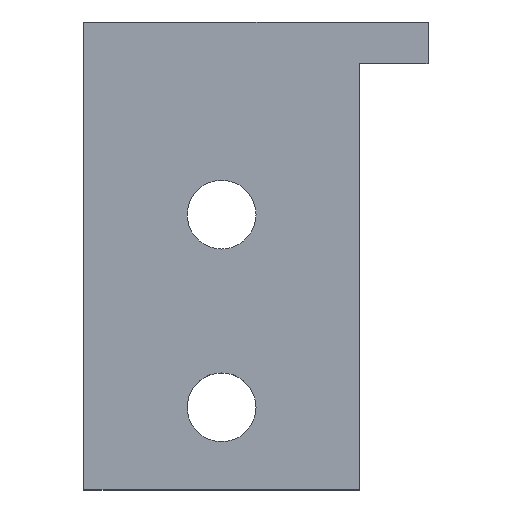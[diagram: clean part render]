
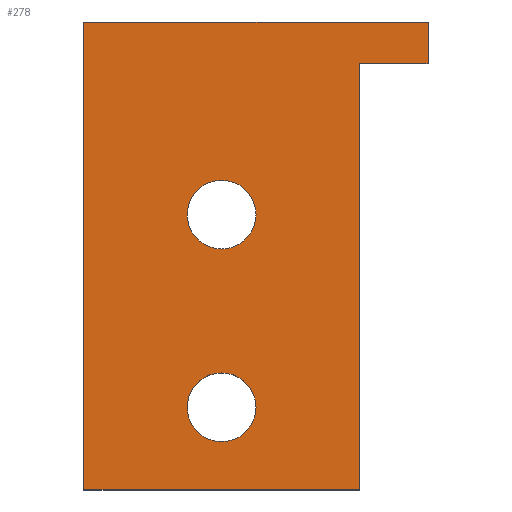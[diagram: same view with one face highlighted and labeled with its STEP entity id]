
A CAD part, top view. The second image highlights one B-rep face of the part: STEP entity #278.
In plain terms, the highlighted planar face has unit normal (0, 0, 1).
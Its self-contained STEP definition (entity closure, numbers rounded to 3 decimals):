
#20=FACE_BOUND('',#67,.T.);
#21=FACE_BOUND('',#68,.T.);
#26=CIRCLE('',#311,2.5);
#28=CIRCLE('',#314,2.5);
#47=FACE_OUTER_BOUND('',#66,.T.);
#66=EDGE_LOOP('',(#227,#228,#229,#230,#231,#232));
#67=EDGE_LOOP('',(#233));
#68=EDGE_LOOP('',(#234));
#79=LINE('',#414,#105);
#85=LINE('',#434,#111);
#89=LINE('',#448,#115);
#93=LINE('',#456,#119);
#96=LINE('',#462,#122);
#97=LINE('',#463,#123);
#105=VECTOR('',#337,10.);
#111=VECTOR('',#357,10.);
#115=VECTOR('',#369,10.);
#119=VECTOR('',#377,10.);
#122=VECTOR('',#382,10.);
#123=VECTOR('',#383,10.);
#130=VERTEX_POINT('',#410);
#132=VERTEX_POINT('',#413);
#135=VERTEX_POINT('',#421);
#137=VERTEX_POINT('',#427);
#138=VERTEX_POINT('',#431);
#145=VERTEX_POINT('',#447);
#147=VERTEX_POINT('',#455);
#149=VERTEX_POINT('',#461);
#155=EDGE_CURVE('',#130,#132,#79,.T.);
#160=EDGE_CURVE('',#135,#135,#26,.T.);
#163=EDGE_CURVE('',#137,#137,#28,.T.);
#165=EDGE_CURVE('',#130,#138,#85,.T.);
#172=EDGE_CURVE('',#132,#145,#89,.T.);
#176=EDGE_CURVE('',#147,#145,#93,.T.);
#179=EDGE_CURVE('',#138,#149,#96,.T.);
#180=EDGE_CURVE('',#149,#147,#97,.T.);
#227=ORIENTED_EDGE('',*,*,#155,.F.);
#228=ORIENTED_EDGE('',*,*,#165,.T.);
#229=ORIENTED_EDGE('',*,*,#179,.T.);
#230=ORIENTED_EDGE('',*,*,#180,.T.);
#231=ORIENTED_EDGE('',*,*,#176,.T.);
#232=ORIENTED_EDGE('',*,*,#172,.F.);
#233=ORIENTED_EDGE('',*,*,#160,.F.);
#234=ORIENTED_EDGE('',*,*,#163,.F.);
#267=PLANE('',#322);
#278=ADVANCED_FACE('',(#47,#20,#21),#267,.F.);
#311=AXIS2_PLACEMENT_3D('',#423,#345,#346);
#314=AXIS2_PLACEMENT_3D('',#429,#352,#353);
#322=AXIS2_PLACEMENT_3D('',#460,#380,#381);
#337=DIRECTION('',(0.,-1.,0.));
#345=DIRECTION('center_axis',(0.,0.,1.));
#346=DIRECTION('ref_axis',(1.,0.,0.));
#352=DIRECTION('center_axis',(0.,0.,1.));
#353=DIRECTION('ref_axis',(1.,0.,0.));
#357=DIRECTION('',(1.,0.,0.));
#369=DIRECTION('',(-1.,0.,0.));
#377=DIRECTION('',(0.,-1.,0.));
#380=DIRECTION('center_axis',(0.,0.,-1.));
#381=DIRECTION('ref_axis',(-1.,0.,0.));
#382=DIRECTION('',(0.,1.,0.));
#383=DIRECTION('',(-1.,0.,0.));
#410=CARTESIAN_POINT('',(-11.,-3.,2.));
#413=CARTESIAN_POINT('',(-11.,-34.,2.));
#414=CARTESIAN_POINT('',(-11.,-10.,2.));
#421=CARTESIAN_POINT('',(-23.5,-28.,2.));
#423=CARTESIAN_POINT('Origin',(-21.,-28.,2.));
#427=CARTESIAN_POINT('',(-23.5,-14.,2.));
#429=CARTESIAN_POINT('Origin',(-21.,-14.,2.));
#431=CARTESIAN_POINT('',(-6.,-3.,2.));
#434=CARTESIAN_POINT('',(-7.25,-3.,2.));
#447=CARTESIAN_POINT('',(-31.,-34.,2.));
#448=CARTESIAN_POINT('',(-9.,-34.,2.));
#455=CARTESIAN_POINT('',(-31.,0.,2.));
#456=CARTESIAN_POINT('',(-31.,0.,2.));
#460=CARTESIAN_POINT('Origin',(-19.,-17.,2.));
#461=CARTESIAN_POINT('',(-6.,0.,2.));
#462=CARTESIAN_POINT('',(-6.,-0.75,2.));
#463=CARTESIAN_POINT('',(-29.,0.,2.));
